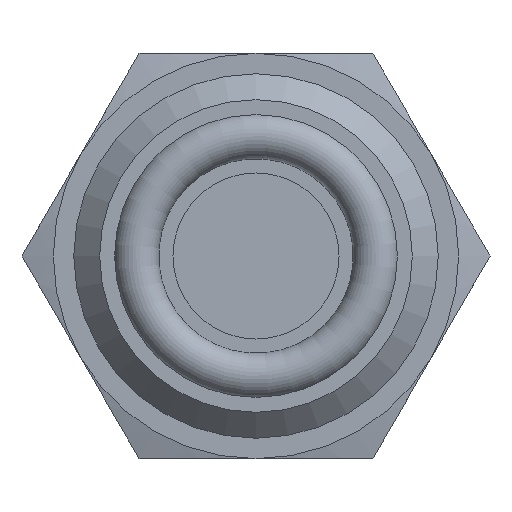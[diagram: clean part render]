
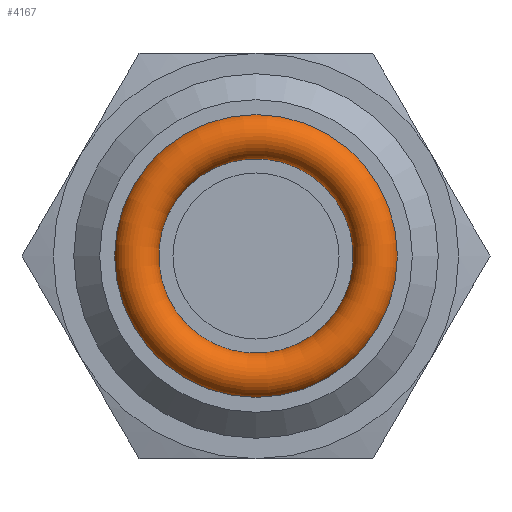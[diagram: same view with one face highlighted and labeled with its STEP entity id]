
A CAD part, left-side view. The second image highlights one B-rep face of the part: STEP entity #4167.
In plain terms, the highlighted toroidal (fillet/blend) face has major radius 4.699 mm and minor radius 0.889 mm.
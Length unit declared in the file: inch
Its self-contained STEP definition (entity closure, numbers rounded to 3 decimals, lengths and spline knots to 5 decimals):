
#4142=CARTESIAN_POINT('',(0.0,0.00098,0.0));
#4143=DIRECTION('',(1.0,0.0,0.0));
#4144=DIRECTION('',(0.0,0.0,-1.0));
#4145=AXIS2_PLACEMENT_3D('',#4142,#4143,#4144);
#4146=TOROIDAL_SURFACE('',#4145,0.185,0.035);
#4147=CARTESIAN_POINT('',(0.,0.00098,-0.22));
#4148=VERTEX_POINT('',#4147);
#4149=CARTESIAN_POINT('',(0.0,0.00098,-0.185));
#4150=DIRECTION('',(0.0,-1.0,0.0));
#4151=DIRECTION('',(0.0,0.0,-1.0));
#4152=AXIS2_PLACEMENT_3D('',#4149,#4150,#4151);
#4153=CIRCLE('',#4152,0.035);
#4154=EDGE_CURVE('',#4148,#4148,#4153,.T.);
#4155=ORIENTED_EDGE('',*,*,#4154,.T.);
#4156=CARTESIAN_POINT('',(0.,0.00098,0.0));
#4157=DIRECTION('',(-1.0,0.0,0.0));
#4158=DIRECTION('',(0.0,0.0,-1.0));
#4159=AXIS2_PLACEMENT_3D('',#4156,#4157,#4158);
#4160=CIRCLE('',#4159,0.22);
#4161=EDGE_CURVE('',#4148,#4148,#4160,.T.);
#4162=ORIENTED_EDGE('',*,*,#4161,.T.);
#4163=ORIENTED_EDGE('',*,*,#4154,.F.);
#4164=ORIENTED_EDGE('',*,*,#4161,.F.);
#4165=EDGE_LOOP('',(#4155,#4162,#4163,#4164));
#4166=FACE_OUTER_BOUND('',#4165,.T.);
#4167=ADVANCED_FACE('',(#4166),#4146,.T.);
